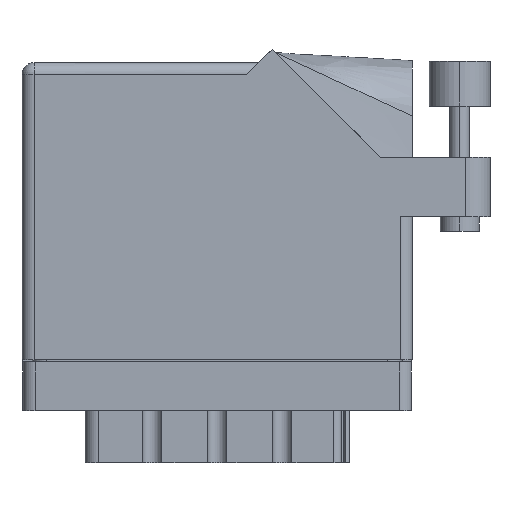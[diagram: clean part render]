
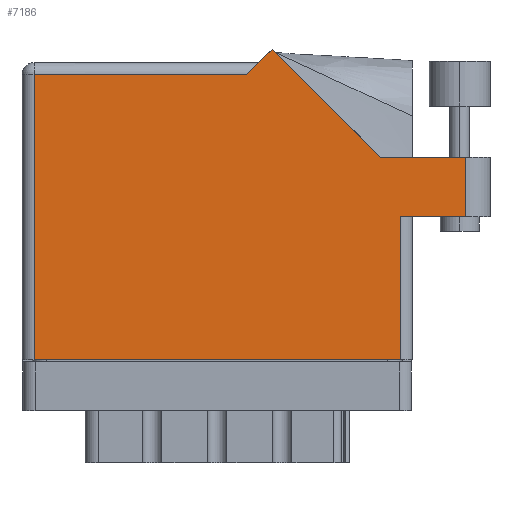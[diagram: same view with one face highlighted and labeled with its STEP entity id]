
A CAD part, front view. The second image highlights one B-rep face of the part: STEP entity #7186.
In plain terms, the highlighted face is planar.
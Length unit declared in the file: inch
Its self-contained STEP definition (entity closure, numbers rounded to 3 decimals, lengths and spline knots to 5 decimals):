
#287 = EDGE_CURVE ( 'NONE', #34086, #33265, #11611, .T. ) ;
#684 = CARTESIAN_POINT ( 'NONE',  ( 2.285, 0.737, 0. ) ) ;
#984 = VERTEX_POINT ( 'NONE', #31761 ) ;
#1228 = VECTOR ( 'NONE', #13283, 39.37008 ) ;
#1412 = ORIENTED_EDGE ( 'NONE', *, *, #40214, .T. ) ;
#2627 = ORIENTED_EDGE ( 'NONE', *, *, #19626, .T. ) ;
#3140 = CARTESIAN_POINT ( 'NONE',  ( 0.062, 0., 0. ) ) ;
#3620 = LINE ( 'NONE', #35510, #36502 ) ;
#3950 = DIRECTION ( 'NONE',  ( -1., 0., 0. ) ) ;
#4082 = DIRECTION ( 'NONE',  ( 1., 0., 0. ) ) ;
#4481 = VERTEX_POINT ( 'NONE', #9958 ) ;
#6323 = LINE ( 'NONE', #25269, #23243 ) ;
#6450 = LINE ( 'NONE', #3140, #31366 ) ;
#6699 = DIRECTION ( 'NONE',  ( -1., 0., 0. ) ) ;
#6948 = FACE_OUTER_BOUND ( 'NONE', #38795, .T. ) ;
#7125 = VECTOR ( 'NONE', #4082, 39.37008 ) ;
#7186 = ADVANCED_FACE ( 'NONE', ( #6948 ), #29232, .F. ) ;
#7834 = ORIENTED_EDGE ( 'NONE', *, *, #287, .T. ) ;
#9104 = ORIENTED_EDGE ( 'NONE', *, *, #11709, .T. ) ;
#9291 = CARTESIAN_POINT ( 'NONE',  ( 1.155, 1.468, 0. ) ) ;
#9297 = VERTEX_POINT ( 'NONE', #39774 ) ;
#9642 = LINE ( 'NONE', #35987, #1228 ) ;
#9849 = CARTESIAN_POINT ( 'NONE',  ( 2.285, 1.044, 0. ) ) ;
#9958 = CARTESIAN_POINT ( 'NONE',  ( 1.28771, 1.60071, 0. ) ) ;
#10045 = DIRECTION ( 'NONE',  ( 0., 0., -1. ) ) ;
#10224 = VECTOR ( 'NONE', #14410, 39.37008 ) ;
#10585 = VERTEX_POINT ( 'NONE', #32491 ) ;
#11320 = LINE ( 'NONE', #15525, #33731 ) ;
#11611 = LINE ( 'NONE', #20113, #7125 ) ;
#11709 = EDGE_CURVE ( 'NONE', #9297, #4481, #11320, .T. ) ;
#12885 = EDGE_CURVE ( 'NONE', #10585, #984, #32636, .T. ) ;
#13283 = DIRECTION ( 'NONE',  ( 0., 1., 0. ) ) ;
#14410 = DIRECTION ( 'NONE',  ( 1., 0., 0. ) ) ;
#15256 = VERTEX_POINT ( 'NONE', #28533 ) ;
#15525 = CARTESIAN_POINT ( 'NONE',  ( 1.84442, 1.044, 0. ) ) ;
#15534 = EDGE_CURVE ( 'NONE', #29874, #15256, #23295, .T. ) ;
#15777 = DIRECTION ( 'NONE',  ( 0., -1., 0. ) ) ;
#18084 = AXIS2_PLACEMENT_3D ( 'NONE', #29089, #10045, #3950 ) ;
#19626 = EDGE_CURVE ( 'NONE', #984, #34086, #3620, .T. ) ;
#20113 = CARTESIAN_POINT ( 'NONE',  ( 2.01, 0.737, 0. ) ) ;
#20202 = VERTEX_POINT ( 'NONE', #9849 ) ;
#20961 = EDGE_CURVE ( 'NONE', #15256, #10585, #6450, .T. ) ;
#21126 = ORIENTED_EDGE ( 'NONE', *, *, #12885, .T. ) ;
#21552 = ORIENTED_EDGE ( 'NONE', *, *, #20961, .T. ) ;
#21765 = VECTOR ( 'NONE', #37202, 39.37008 ) ;
#21838 = CARTESIAN_POINT ( 'NONE',  ( 0., 1.468, 0. ) ) ;
#21920 = DIRECTION ( 'NONE',  ( -0.707, 0.707, 0. ) ) ;
#22673 = DIRECTION ( 'NONE',  ( 0., 1., 0. ) ) ;
#23243 = VECTOR ( 'NONE', #38115, 39.37008 ) ;
#23295 = LINE ( 'NONE', #21838, #21765 ) ;
#23704 = EDGE_CURVE ( 'NONE', #4481, #29874, #6323, .T. ) ;
#24312 = ORIENTED_EDGE ( 'NONE', *, *, #15534, .T. ) ;
#25269 = CARTESIAN_POINT ( 'NONE',  ( 1.217, 1.53, 0. ) ) ;
#27198 = CARTESIAN_POINT ( 'NONE',  ( 0., 0., 0. ) ) ;
#28533 = CARTESIAN_POINT ( 'NONE',  ( 0.062, 1.468, 0. ) ) ;
#28820 = CARTESIAN_POINT ( 'NONE',  ( 2.41, 1.044, 0. ) ) ;
#29089 = CARTESIAN_POINT ( 'NONE',  ( 0., 1.53, 0. ) ) ;
#29232 = PLANE ( 'NONE',  #18084 ) ;
#29312 = EDGE_CURVE ( 'NONE', #20202, #9297, #35114, .T. ) ;
#29874 = VERTEX_POINT ( 'NONE', #9291 ) ;
#31366 = VECTOR ( 'NONE', #15777, 39.37008 ) ;
#31477 = ORIENTED_EDGE ( 'NONE', *, *, #29312, .T. ) ;
#31761 = CARTESIAN_POINT ( 'NONE',  ( 1.948, 0., 0. ) ) ;
#32491 = CARTESIAN_POINT ( 'NONE',  ( 0.062, 0., 0. ) ) ;
#32636 = LINE ( 'NONE', #27198, #10224 ) ;
#33265 = VERTEX_POINT ( 'NONE', #684 ) ;
#33296 = CARTESIAN_POINT ( 'NONE',  ( 1.948, 0.737, 0. ) ) ;
#33731 = VECTOR ( 'NONE', #21920, 39.37008 ) ;
#34086 = VERTEX_POINT ( 'NONE', #33296 ) ;
#34958 = ORIENTED_EDGE ( 'NONE', *, *, #23704, .T. ) ;
#35114 = LINE ( 'NONE', #28820, #39177 ) ;
#35510 = CARTESIAN_POINT ( 'NONE',  ( 1.948, 0.737, 0. ) ) ;
#35987 = CARTESIAN_POINT ( 'NONE',  ( 2.285, 1.044, 0. ) ) ;
#36502 = VECTOR ( 'NONE', #22673, 39.37008 ) ;
#37202 = DIRECTION ( 'NONE',  ( -1., 0., 0. ) ) ;
#38115 = DIRECTION ( 'NONE',  ( -0.707, -0.707, 0. ) ) ;
#38795 = EDGE_LOOP ( 'NONE', ( #7834, #1412, #31477, #9104, #34958, #24312, #21552, #21126, #2627 ) ) ;
#39177 = VECTOR ( 'NONE', #6699, 39.37008 ) ;
#39774 = CARTESIAN_POINT ( 'NONE',  ( 1.84442, 1.044, 0. ) ) ;
#40214 = EDGE_CURVE ( 'NONE', #33265, #20202, #9642, .T. ) ;
